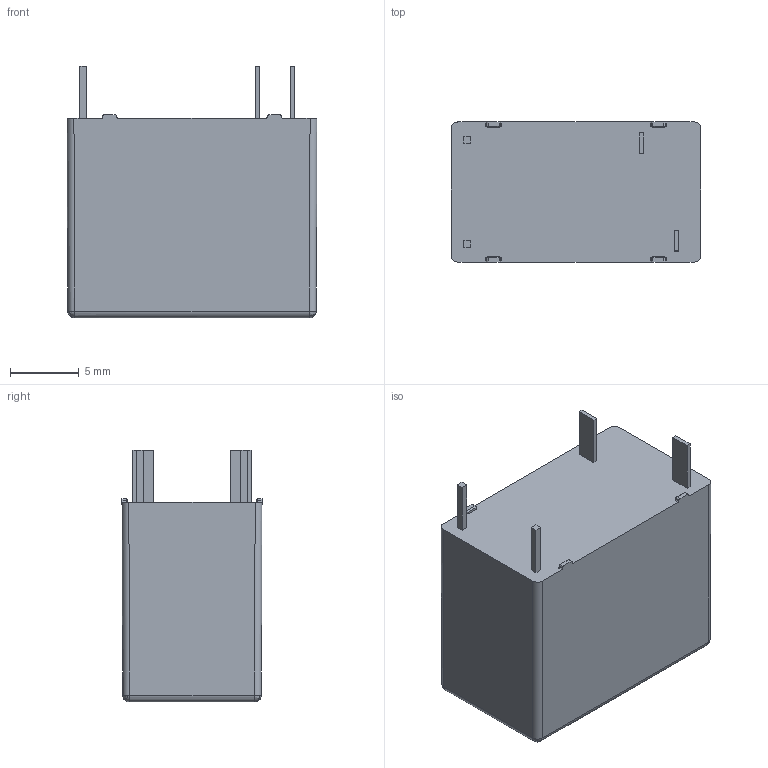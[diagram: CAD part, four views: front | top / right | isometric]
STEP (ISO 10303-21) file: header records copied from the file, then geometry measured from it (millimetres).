
FILE_DESCRIPTION (( 'STEP AP214' ), '1' );
FILE_NAME ('2071556-3.STEP', '2023-03-21T18:17:11', ( '' ), ( '' ), 'SwSTEP 2.0', 'SolidWorks 2022', '' );
FILE_SCHEMA (( 'AUTOMOTIVE_DESIGN' ));
Length unit declared in the file: inch
Products named in the file (1): 2071556-3
Bounding box: 18.2 x 10.2 x 18.35 mm (x, y, z)
Volume: 2679.8 mm3; surface area: 1211.8 mm2
Topology: 1 solids, 1 shells, 102 faces, 258 edges, 146 vertices
Faces by surface type: plane 54, cylinder 24, cone 16, bspline 8
Entity records: 3281 total; most frequent: CARTESIAN_POINT 733, ORIENTED_EDGE 484, DIRECTION 448, EDGE_CURVE 242, LINE 166, VECTOR 166, VERTEX_POINT 146, AXIS2_PLACEMENT_3D 141
